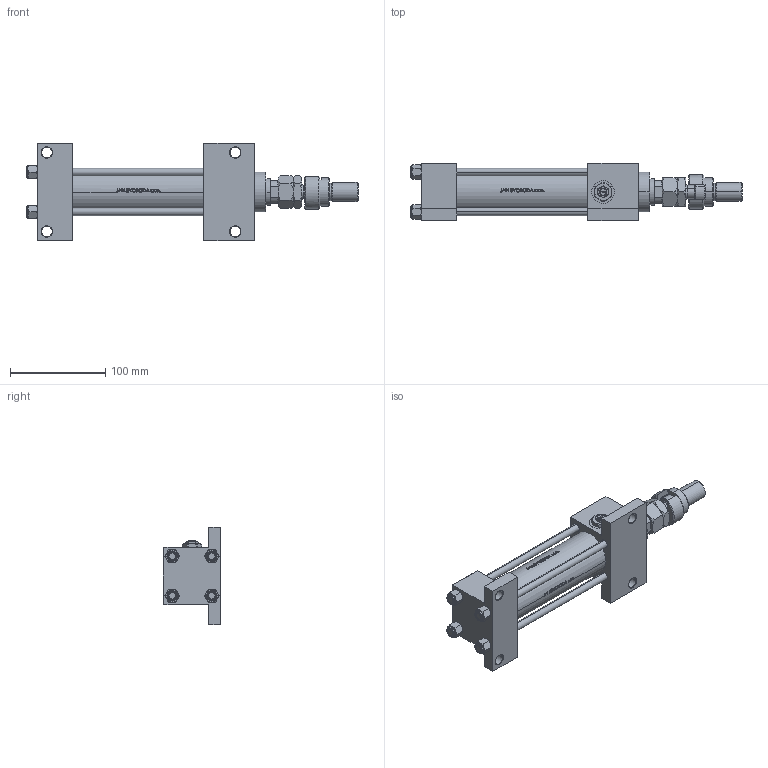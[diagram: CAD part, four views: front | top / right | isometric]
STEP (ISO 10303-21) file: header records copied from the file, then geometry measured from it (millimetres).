
FILE_DESCRIPTION (( 'STEP AP203' ), '1' );
FILE_NAME ('703d.STEP', '2022-04-16T01:28:11', ( '' ), ( '' ), 'SwSTEP 2.0', 'SolidWorks 2019', '' );
FILE_SCHEMA (( 'CONFIG_CONTROL_DESIGN' ));
Length unit declared in the file: millimetre
Products named in the file (10): DFA cdf2a22edd524a1bbc7a20f2abb17bbc; NUT_M5_G cdf2a22edd524a1bbc7a20f2abb17bbc; 703d; MFA cdf2a22edd524a1bbc7a20f2abb17bbc; V215CR_G_Body cdf2a22edd524a1bbc7a20f2abb17bbc; FEMALE_PART_FOR_DFA cdf2a22edd524a1bbc7a20f2abb17bbc; V215_VC_A cdf2a22edd524a1bbc7a20f2abb17bbc; Zatka_pro_OIL_PORT cdf2a22edd524a1bbc7a20f2abb17bbc; V215CR_G_TYCINKA cdf2a22edd524a1bbc7a20f2abb17bbc; V215CR_VCP_G cdf2a22edd524a1bbc7a20f2abb17bbc
Assembly tree (19 placements, depth 3):
  703d
    V215CR_G_Body cdf2a22edd524a1bbc7a20f2abb17bbc
    V215CR_VCP_G cdf2a22edd524a1bbc7a20f2abb17bbc
    V215CR_G_TYCINKA cdf2a22edd524a1bbc7a20f2abb17bbc  x6
    NUT_M5_G cdf2a22edd524a1bbc7a20f2abb17bbc  x6
    V215_VC_A cdf2a22edd524a1bbc7a20f2abb17bbc
    DFA cdf2a22edd524a1bbc7a20f2abb17bbc
      FEMALE_PART_FOR_DFA cdf2a22edd524a1bbc7a20f2abb17bbc
      MFA cdf2a22edd524a1bbc7a20f2abb17bbc
    Zatka_pro_OIL_PORT cdf2a22edd524a1bbc7a20f2abb17bbc
Bounding box: 349 x 60 x 103 mm (x, y, z)
Volume: 642352.8 mm3; surface area: 183399.3 mm2
Topology: 18 solids, 18 shells, 1296 faces, 3198 edges, 2025 vertices
Faces by surface type: plane 502, bspline 380, cone 248, cylinder 150, torus 16
Entity records: 51832 total; most frequent: CARTESIAN_POINT 27055, ORIENTED_EDGE 5552, DIRECTION 3586, EDGE_CURVE 2776, VERTEX_POINT 1785, VECTOR 1386, LINE 1386, EDGE_LOOP 1199
